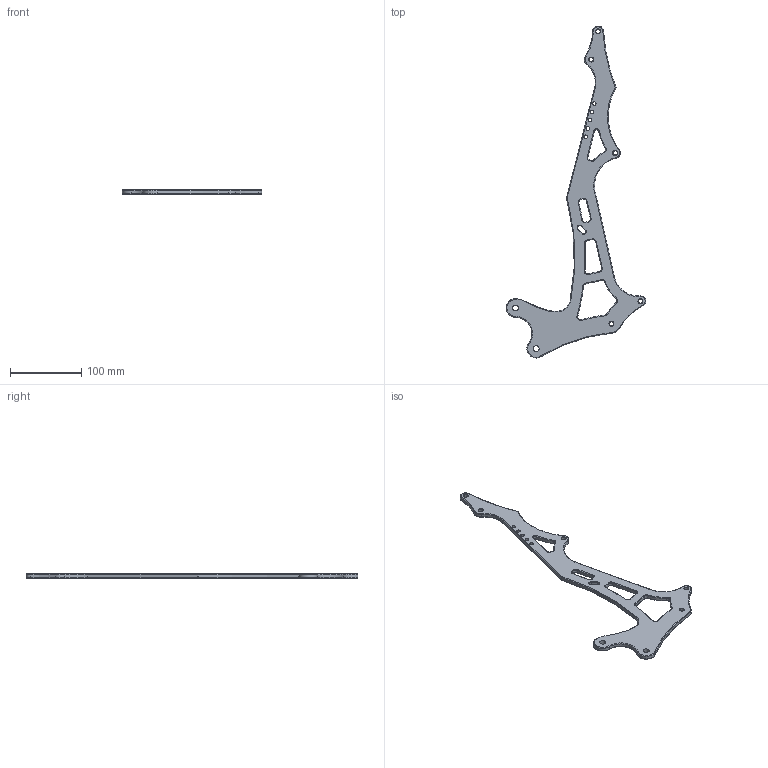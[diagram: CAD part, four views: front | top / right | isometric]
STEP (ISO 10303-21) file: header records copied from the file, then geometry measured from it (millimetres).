
FILE_DESCRIPTION(/* description */ (''),/* implementation_level */ '2;1');
FILE_NAME(/* name */ 'MAIN_FRAME.step',/* time_stamp */ '2025-08-25T19:42:13+02:00',/* author */ (''),/* organization */ (''),/* preprocessor_version */ 'ST-DEVELOPER v20.1',/* originating_system */ 'Autodesk Translation Framework v14.10.0.0',/* authorisation */ '');
FILE_SCHEMA (('AUTOMOTIVE_DESIGN { 1 0 10303 214 3 1 1 }'));
Length unit declared in the file: millimetre
Products named in the file (1): MAIN_FRAME
Bounding box: 195.8 x 465.55 x 6 mm (x, y, z)
Volume: 116792.8 mm3; surface area: 49570.4 mm2
Topology: 1 solids, 1 shells, 203 faces, 486 edges, 285 vertices
Faces by surface type: torus 96, cylinder 81, plane 15, bspline 11
Full cylindrical faces by diameter (mm): 5 x5, 6 x5, 8.3 x2
Entity records: 7195 total; most frequent: CARTESIAN_POINT 2271, DIRECTION 1146, ORIENTED_EDGE 972, AXIS2_PLACEMENT_3D 511, EDGE_CURVE 486, CIRCLE 318, VERTEX_POINT 285, EDGE_LOOP 237
